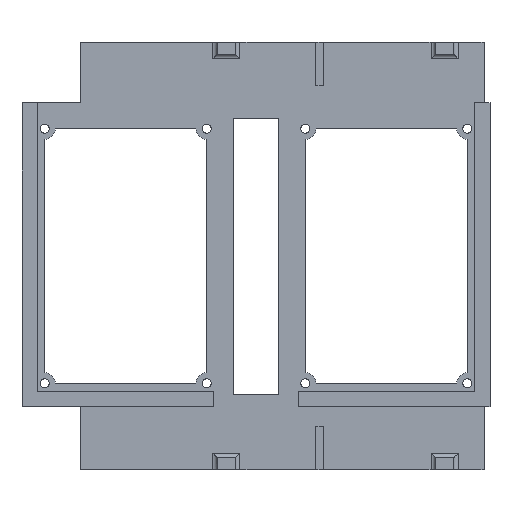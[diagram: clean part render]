
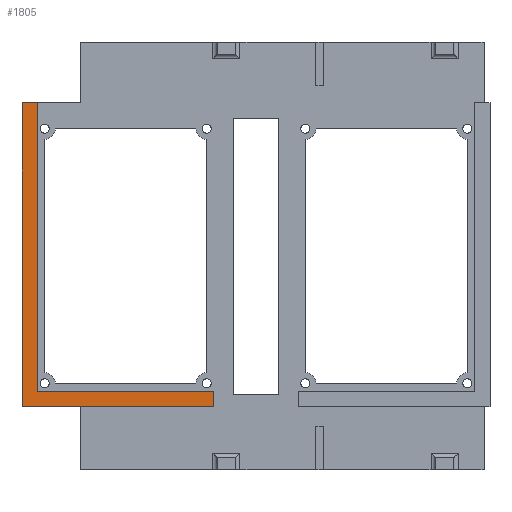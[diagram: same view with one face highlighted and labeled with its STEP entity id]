
A CAD part, top view. The second image highlights one B-rep face of the part: STEP entity #1805.
In plain terms, the highlighted planar face has unit normal (0, 0, 1).
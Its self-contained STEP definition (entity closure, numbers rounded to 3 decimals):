
#63=PLANE('',#1953);
#135=FACE_OUTER_BOUND('',#247,.T.);
#247=EDGE_LOOP('',(#1474,#1475,#1476,#1477,#1478,#1479));
#493=LINE('',#2885,#697);
#495=LINE('',#2889,#699);
#497=LINE('',#2893,#701);
#500=LINE('',#2898,#704);
#503=LINE('',#2903,#707);
#504=LINE('',#2905,#708);
#697=VECTOR('',#2317,10.);
#699=VECTOR('',#2321,10.);
#701=VECTOR('',#2325,10.);
#704=VECTOR('',#2330,10.);
#707=VECTOR('',#2335,10.);
#708=VECTOR('',#2338,10.);
#922=VERTEX_POINT('',#2882);
#923=VERTEX_POINT('',#2884);
#924=VERTEX_POINT('',#2888);
#925=VERTEX_POINT('',#2892);
#926=VERTEX_POINT('',#2897);
#927=VERTEX_POINT('',#2901);
#1129=EDGE_CURVE('',#923,#922,#493,.T.);
#1131=EDGE_CURVE('',#924,#923,#495,.T.);
#1133=EDGE_CURVE('',#925,#924,#497,.T.);
#1136=EDGE_CURVE('',#926,#925,#500,.T.);
#1139=EDGE_CURVE('',#922,#927,#503,.T.);
#1140=EDGE_CURVE('',#927,#926,#504,.T.);
#1474=ORIENTED_EDGE('',*,*,#1139,.T.);
#1475=ORIENTED_EDGE('',*,*,#1140,.T.);
#1476=ORIENTED_EDGE('',*,*,#1136,.T.);
#1477=ORIENTED_EDGE('',*,*,#1133,.T.);
#1478=ORIENTED_EDGE('',*,*,#1131,.T.);
#1479=ORIENTED_EDGE('',*,*,#1129,.T.);
#1805=ADVANCED_FACE('',(#135),#63,.T.);
#1953=AXIS2_PLACEMENT_3D('',#2904,#2336,#2337);
#2317=DIRECTION('',(-1.,0.,0.));
#2321=DIRECTION('',(0.,1.,0.));
#2325=DIRECTION('',(1.,0.,0.));
#2330=DIRECTION('',(0.,-1.,0.));
#2335=DIRECTION('',(0.,1.,0.));
#2336=DIRECTION('center_axis',(0.,0.,1.));
#2337=DIRECTION('ref_axis',(1.,0.,0.));
#2338=DIRECTION('',(-1.,0.,0.));
#2882=CARTESIAN_POINT('',(-72.15,-55.15,6.));
#2884=CARTESIAN_POINT('',(-13.85,-55.15,6.));
#2885=CARTESIAN_POINT('',(-72.15,-55.15,6.));
#2888=CARTESIAN_POINT('',(-13.85,-60.15,6.));
#2889=CARTESIAN_POINT('',(-13.85,-55.15,6.));
#2892=CARTESIAN_POINT('',(-77.15,-60.15,6.));
#2893=CARTESIAN_POINT('',(-13.85,-60.15,6.));
#2897=CARTESIAN_POINT('',(-77.15,40.,6.));
#2898=CARTESIAN_POINT('',(-77.15,-55.15,6.));
#2901=CARTESIAN_POINT('',(-72.15,40.,6.));
#2903=CARTESIAN_POINT('',(-72.15,34.15,6.));
#2904=CARTESIAN_POINT('Origin',(0.,-10.5,6.));
#2905=CARTESIAN_POINT('',(-58.,40.,6.));
